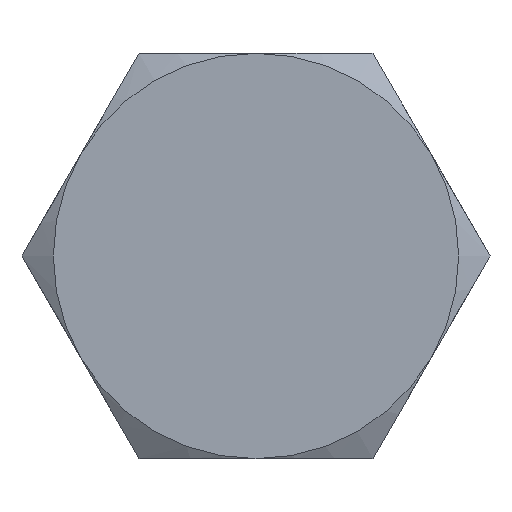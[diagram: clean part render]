
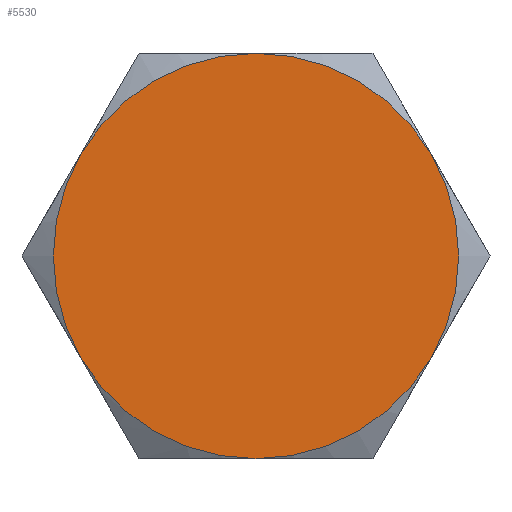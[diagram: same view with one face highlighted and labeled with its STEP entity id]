
A CAD part, left-side view. The second image highlights one B-rep face of the part: STEP entity #5530.
In plain terms, the highlighted planar face has unit normal (-1, 0, 0).
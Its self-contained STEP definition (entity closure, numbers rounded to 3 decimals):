
#33 = ORIENTED_EDGE ( 'NONE', *, *, #6669, .T. ) ;
#432 = CARTESIAN_POINT ( 'NONE',  ( -13.5, 0., 0. ) ) ;
#434 = CIRCLE ( 'NONE', #3843, 2.75 ) ;
#698 = EDGE_CURVE ( 'NONE', #3329, #9955, #7419, .T. ) ;
#999 = CARTESIAN_POINT ( 'NONE',  ( -13.5, 0., 0. ) ) ;
#1108 = CIRCLE ( 'NONE', #9659, 2.75 ) ;
#1936 = CARTESIAN_POINT ( 'NONE',  ( -13.5, 0., -2.75 ) ) ;
#1971 = DIRECTION ( 'NONE',  ( -1., 0., 0. ) ) ;
#2144 = AXIS2_PLACEMENT_3D ( 'NONE', #999, #6347, #3975 ) ;
#2264 = CARTESIAN_POINT ( 'NONE',  ( -13.5, 0., 0. ) ) ;
#2764 = DIRECTION ( 'NONE',  ( 0., 0., 1. ) ) ;
#2795 = DIRECTION ( 'NONE',  ( -1., 0., 0. ) ) ;
#2978 = VERTEX_POINT ( 'NONE', #8612 ) ;
#3040 = VERTEX_POINT ( 'NONE', #3348 ) ;
#3187 = DIRECTION ( 'NONE',  ( -1., 0., 0. ) ) ;
#3247 = CARTESIAN_POINT ( 'NONE',  ( -13.5, 0., 0. ) ) ;
#3329 = VERTEX_POINT ( 'NONE', #3690 ) ;
#3348 = CARTESIAN_POINT ( 'NONE',  ( -13.5, 2.382, 1.375 ) ) ;
#3396 = DIRECTION ( 'NONE',  ( 0., 0., 1. ) ) ;
#3660 = ORIENTED_EDGE ( 'NONE', *, *, #8920, .T. ) ;
#3674 = EDGE_CURVE ( 'NONE', #3040, #2978, #5207, .T. ) ;
#3690 = CARTESIAN_POINT ( 'NONE',  ( -13.5, -2.382, -1.375 ) ) ;
#3843 = AXIS2_PLACEMENT_3D ( 'NONE', #9439, #3187, #4696 ) ;
#3975 = DIRECTION ( 'NONE',  ( 0., 0., 1. ) ) ;
#4696 = DIRECTION ( 'NONE',  ( 0., 0., 1. ) ) ;
#4820 = ORIENTED_EDGE ( 'NONE', *, *, #698, .T. ) ;
#4856 = EDGE_CURVE ( 'NONE', #7687, #3329, #1108, .T. ) ;
#5027 = AXIS2_PLACEMENT_3D ( 'NONE', #5877, #2795, #2764 ) ;
#5087 = CIRCLE ( 'NONE', #5027, 2.75 ) ;
#5207 = CIRCLE ( 'NONE', #2144, 2.75 ) ;
#5530 = ADVANCED_FACE ( 'NONE', ( #6051 ), #7156, .T. ) ;
#5791 = AXIS2_PLACEMENT_3D ( 'NONE', #7253, #8028, #3396 ) ;
#5877 = CARTESIAN_POINT ( 'NONE',  ( -13.5, 0., 0. ) ) ;
#6040 = EDGE_CURVE ( 'NONE', #9955, #6583, #9795, .T. ) ;
#6051 = FACE_OUTER_BOUND ( 'NONE', #7514, .T. ) ;
#6325 = ORIENTED_EDGE ( 'NONE', *, *, #6040, .T. ) ;
#6347 = DIRECTION ( 'NONE',  ( -1., 0., 0. ) ) ;
#6583 = VERTEX_POINT ( 'NONE', #8702 ) ;
#6633 = ORIENTED_EDGE ( 'NONE', *, *, #4856, .T. ) ;
#6669 = EDGE_CURVE ( 'NONE', #6583, #3040, #5087, .T. ) ;
#7156 = PLANE ( 'NONE',  #5791 ) ;
#7253 = CARTESIAN_POINT ( 'NONE',  ( -13.5, -1.588, -2.75 ) ) ;
#7414 = ORIENTED_EDGE ( 'NONE', *, *, #3674, .T. ) ;
#7419 = CIRCLE ( 'NONE', #8212, 2.75 ) ;
#7514 = EDGE_LOOP ( 'NONE', ( #6325, #33, #7414, #3660, #6633, #4820 ) ) ;
#7680 = DIRECTION ( 'NONE',  ( 0., 0., 1. ) ) ;
#7687 = VERTEX_POINT ( 'NONE', #1936 ) ;
#7782 = DIRECTION ( 'NONE',  ( -1., 0., 0. ) ) ;
#8028 = DIRECTION ( 'NONE',  ( -1., 0., 0. ) ) ;
#8183 = AXIS2_PLACEMENT_3D ( 'NONE', #2264, #8327, #7680 ) ;
#8212 = AXIS2_PLACEMENT_3D ( 'NONE', #3247, #7782, #8652 ) ;
#8221 = CARTESIAN_POINT ( 'NONE',  ( -13.5, -2.382, 1.375 ) ) ;
#8327 = DIRECTION ( 'NONE',  ( -1., 0., 0. ) ) ;
#8612 = CARTESIAN_POINT ( 'NONE',  ( -13.5, 2.382, -1.375 ) ) ;
#8652 = DIRECTION ( 'NONE',  ( 0., 0., 1. ) ) ;
#8702 = CARTESIAN_POINT ( 'NONE',  ( -13.5, 0., 2.75 ) ) ;
#8920 = EDGE_CURVE ( 'NONE', #2978, #7687, #434, .T. ) ;
#9439 = CARTESIAN_POINT ( 'NONE',  ( -13.5, 0., 0. ) ) ;
#9656 = DIRECTION ( 'NONE',  ( 0., 0., 1. ) ) ;
#9659 = AXIS2_PLACEMENT_3D ( 'NONE', #432, #1971, #9656 ) ;
#9795 = CIRCLE ( 'NONE', #8183, 2.75 ) ;
#9955 = VERTEX_POINT ( 'NONE', #8221 ) ;
